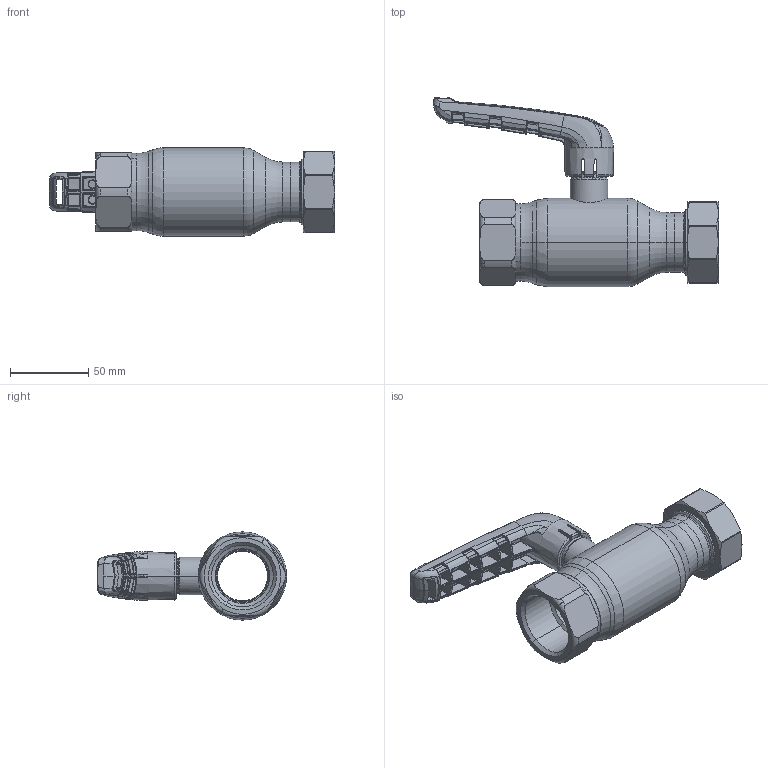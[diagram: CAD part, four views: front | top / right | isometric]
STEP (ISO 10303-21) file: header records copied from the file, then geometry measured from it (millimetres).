
FILE_DESCRIPTION (( 'STEP AP214' ), '1' );
FILE_NAME ('1032002200-xxxx.step', '2019-05-07T11:46:03', ( '' ), ( '' ), 'SwSTEP 2.0', 'SolidWorks 2017', '' );
FILE_SCHEMA (( 'AUTOMOTIVE_DESIGN' ));
Length unit declared in the file: millimetre
Products named in the file (1): 1032002200-xxxx
Bounding box: 182.37 x 121.11 x 56.5 mm (x, y, z)
Surface area: 56619.2 mm2 (no closed solid volume)
Topology: 0 solids, 12 shells, 755 faces, 2367 edges, 1522 vertices
Faces by surface type: bspline 561, plane 64, cylinder 59, cone 35, torus 28, sphere 8
Entity records: 57682 total; most frequent: CARTESIAN_POINT 33785, ORIENTED_EDGE 3913, EDGE_CURVE 2363, DIRECTION 1755, B_SPLINE_CURVE_WITH_KNOTS 1587, VERTEX_POINT 1522, AXIS2_PLACEMENT_3D 786, EDGE_LOOP 778
